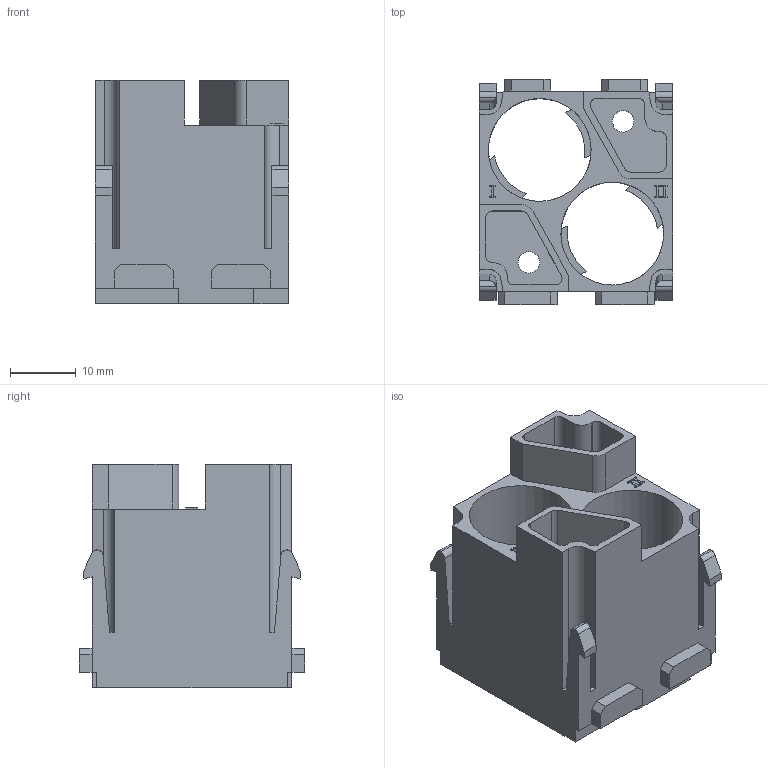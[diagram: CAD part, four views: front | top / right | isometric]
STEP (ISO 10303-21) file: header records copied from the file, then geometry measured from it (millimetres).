
FILE_DESCRIPTION(/* description */ (''),/* implementation_level */ '2;1');
FILE_NAME(/* name */ '100094957ugm000_f.stp',/* time_stamp */ '2019-10-31T13:51:08+01:00',/* author */ (''),/* organization */ (''),/* preprocessor_version */ 'ST-DEVELOPER v16.7',/* originating_system */ 'SIEMENS PLM Software NX 12.0',/* authorisation */ '');
FILE_SCHEMA (('AUTOMOTIVE_DESIGN { 1 0 10303 214 3 1 1 1 }'));
Length unit declared in the file: millimetre
Products named in the file (1): 100094957ugm000_f
Bounding box: 29.35 x 34.2 x 33.9 mm (x, y, z)
Volume: 12200.3 mm3; surface area: 9831.2 mm2
Topology: 1 solids, 1 shells, 292 faces, 800 edges, 535 vertices
Faces by surface type: plane 227, cylinder 46, extrusion 15, cone 4
Full cylindrical faces by diameter (mm): 0.671 x1, 0.984 x1, 3.27 x2, 15.6 x2
Entity records: 10626 total; most frequent: CARTESIAN_POINT 2632, ORIENTED_EDGE 1580, DIRECTION 1363, EDGE_CURVE 790, VECTOR 619, LINE 604, VERTEX_POINT 530, AXIS2_PLACEMENT_3D 372
